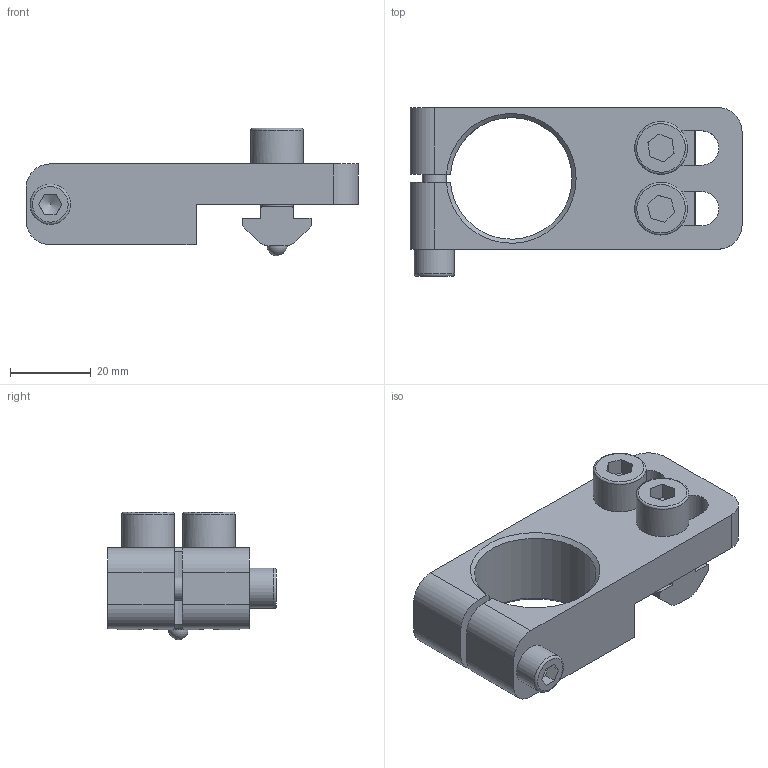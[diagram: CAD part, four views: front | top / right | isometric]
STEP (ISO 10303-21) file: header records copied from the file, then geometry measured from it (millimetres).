
FILE_DESCRIPTION(/* description */ ('GR-XL02.005-Kd'),/* implementation_level */ '2;1');
FILE_NAME(/* name */ 'GR-XL02.005-Kd.stp',/* time_stamp */ '2024-01-03T15:33:29+01:00',/* author */ ('BMaier'),/* organization */ (''),/* preprocessor_version */ 'ST-DEVELOPER v18',/* originating_system */ 'Autodesk Inventor 2020',/* authorisation */ '');
FILE_SCHEMA (('AUTOMOTIVE_DESIGN { 1 0 10303 214 3 1 1 }'));
Length unit declared in the file: millimetre
Products named in the file (1): 0803673.005_Shrinkwrap_1
Bounding box: 82 x 41.7 x 31.5 mm (x, y, z)
Volume: 31942 mm3; surface area: 14674.6 mm2
Topology: 1 solids, 1 shells, 111 faces, 306 edges, 204 vertices
Faces by surface type: plane 66, cylinder 36, cone 4, torus 4, sphere 1
Full cylindrical faces by diameter (mm): 4.917 x1, 6 x1, 6.4 x1, 6.5 x1, 6.647 x2, 8 x2, 8.4 x2, 10 x1, 13 x2
Entity records: 3842 total; most frequent: CARTESIAN_POINT 752, DIRECTION 611, ORIENTED_EDGE 608, EDGE_CURVE 304, AXIS2_PLACEMENT_3D 220, VERTEX_POINT 204, LINE 171, VECTOR 171
